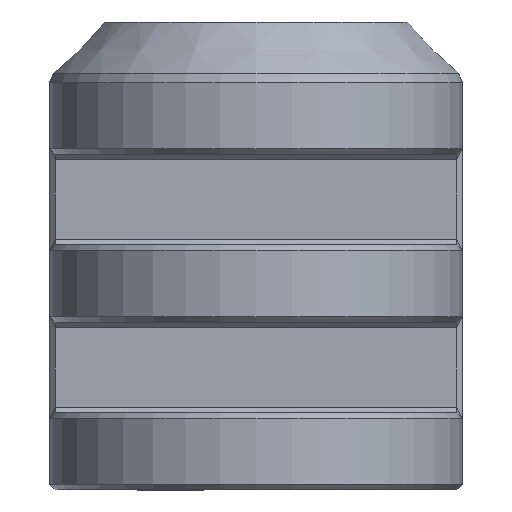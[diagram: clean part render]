
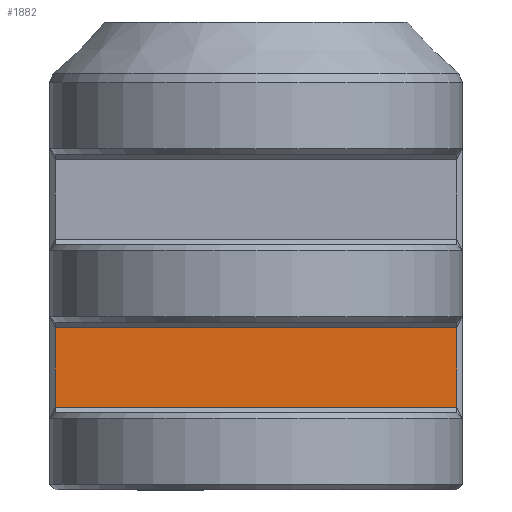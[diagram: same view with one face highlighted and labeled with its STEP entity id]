
A CAD part, left-side view. The second image highlights one B-rep face of the part: STEP entity #1882.
In plain terms, the highlighted planar face has unit normal (-1, 0, 0).
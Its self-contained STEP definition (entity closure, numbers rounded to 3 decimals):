
#72=PLANE('',#2048);
#188=FACE_OUTER_BOUND('',#319,.T.);
#319=EDGE_LOOP('',(#1501,#1502,#1503,#1504));
#473=LINE('',#2892,#689);
#485=LINE('',#2918,#701);
#486=LINE('',#2920,#702);
#492=LINE('',#2933,#708);
#689=VECTOR('',#2333,10.);
#701=VECTOR('',#2359,10.);
#702=VECTOR('',#2362,10.);
#708=VECTOR('',#2378,10.);
#934=VERTEX_POINT('',#2875);
#935=VERTEX_POINT('',#2879);
#937=VERTEX_POINT('',#2885);
#941=VERTEX_POINT('',#2896);
#1114=EDGE_CURVE('',#937,#934,#473,.T.);
#1128=EDGE_CURVE('',#935,#941,#485,.T.);
#1129=EDGE_CURVE('',#941,#937,#486,.T.);
#1136=EDGE_CURVE('',#934,#935,#492,.T.);
#1501=ORIENTED_EDGE('',*,*,#1128,.F.);
#1502=ORIENTED_EDGE('',*,*,#1136,.F.);
#1503=ORIENTED_EDGE('',*,*,#1114,.F.);
#1504=ORIENTED_EDGE('',*,*,#1129,.F.);
#1882=ADVANCED_FACE('',(#188),#72,.T.);
#2048=AXIS2_PLACEMENT_3D('',#2959,#2399,#2400);
#2333=DIRECTION('',(0.,0.,-1.));
#2359=DIRECTION('',(0.,0.,1.));
#2362=DIRECTION('',(0.,-1.,0.));
#2378=DIRECTION('',(0.,1.,0.));
#2399=DIRECTION('center_axis',(-1.,0.,0.));
#2400=DIRECTION('ref_axis',(0.,0.,1.));
#2875=CARTESIAN_POINT('',(0.,0.2,3.));
#2879=CARTESIAN_POINT('',(0.,14.8,3.));
#2885=CARTESIAN_POINT('',(0.,0.2,5.9));
#2892=CARTESIAN_POINT('',(0.,0.2,3.75));
#2896=CARTESIAN_POINT('',(0.,14.8,5.9));
#2918=CARTESIAN_POINT('',(0.,14.8,3.75));
#2920=CARTESIAN_POINT('',(0.,3.75,5.9));
#2933=CARTESIAN_POINT('',(0.,3.75,3.));
#2959=CARTESIAN_POINT('Origin',(0.,0.,0.));
